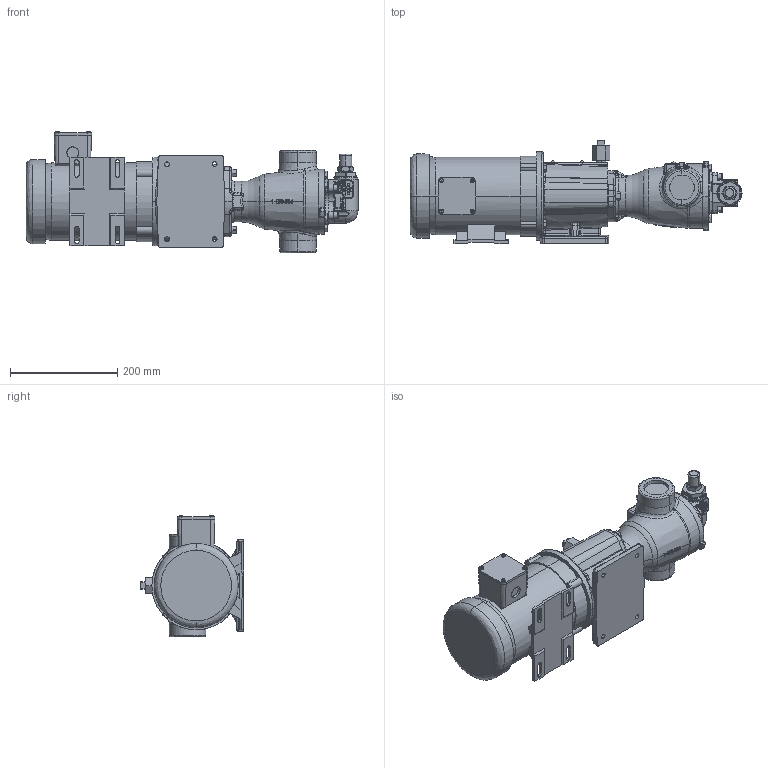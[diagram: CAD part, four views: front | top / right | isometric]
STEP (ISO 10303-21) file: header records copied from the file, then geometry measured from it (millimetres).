
FILE_DESCRIPTION (( 'STEP AP214' ), '1' );
FILE_NAME ('HV-3482.STEP', '2019-12-03T22:09:08', ( '' ), ( '' ), 'SwSTEP 2.0', 'SolidWorks 2018', '' );
FILE_SCHEMA (( 'AUTOMOTIVE_DESIGN' ));
Length unit declared in the file: inch
Products named in the file (1): HV-3482
Bounding box: 619.48 x 193.25 x 227.15 mm (x, y, z)
Volume: 8807095.7 mm3; surface area: 452827.9 mm2
Topology: 1 solids, 1 shells, 6813 faces, 17977 edges, 11727 vertices
Faces by surface type: plane 4384, bspline 1677, cylinder 372, cone 231, torus 91, sphere 58
Entity records: 310466 total; most frequent: CARTESIAN_POINT 120025, ORIENTED_EDGE 35866, DIRECTION 25684, EDGE_CURVE 17933, VECTOR 12598, LINE 12598, VERTEX_POINT 11723, EDGE_LOOP 7456
